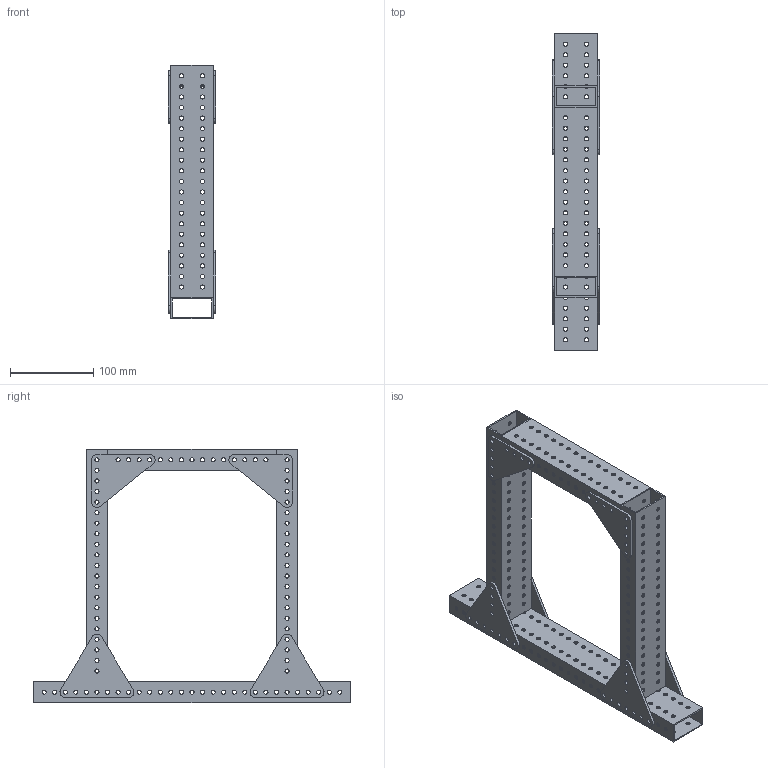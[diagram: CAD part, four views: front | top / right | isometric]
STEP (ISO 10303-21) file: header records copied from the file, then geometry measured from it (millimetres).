
FILE_DESCRIPTION(/* description */ ('STEP AP242','CAx-IF Rec.Pracs.---Representation and Presentation of Product Manufacturing Information (PMI)---4.0---2014-10-13','CAx-IF Rec.Pracs.---3D Tessellated Geometry---0.4---2014-09-14','2;1'),/* implementation_level */ '2;1');
FILE_NAME(/* name */ '6684d12f3feb4e524cad8987',/* time_stamp */ '2024-07-03T04:18:56Z',/* author */ (''),/* organization */ (''),/* preprocessor_version */ 'ST-DEVELOPER v20',/* originating_system */ ' ',/* authorisation */ ' ');
FILE_SCHEMA (('AP242_MANAGED_MODEL_BASED_3D_ENGINEERING_MIM_LF { 1 0 10303 442 1 1 4 }'));
Length unit declared in the file: metre
Products named in the file (7): Assembly 1; Part 5; Tube 2"x1"x11"; Part 6; Tube 2"x1"x8"; Tube 2"x1"x15"
Assembly tree (12 placements, depth 2):
  Assembly 1
    Part 5  x4
    Tube 2"x1"x11"
    Part 6  x4
    Tube 2"x1"x8"
    Tube 2"x1"x11"
    Tube 2"x1"x15"
Bounding box: 57.15 x 381 x 304.8 mm (x, y, z)
Volume: 332412.1 mm3; surface area: 391269.8 mm2
Topology: 12 solids, 12 shells, 700 faces, 2028 edges, 1352 vertices
Faces by surface type: cylinder 620, plane 80
Full cylindrical faces by diameter (mm): 4.978 x596
Entity records: 20048 total; most frequent: DIRECTION 3498, CARTESIAN_POINT 2969, ORIENTED_EDGE 2408, EDGE_LOOP 2208, FACE_BOUND 2208, AXIS2_PLACEMENT_3D 1689, EDGE_CURVE 1204, VERTEX_POINT 1160
